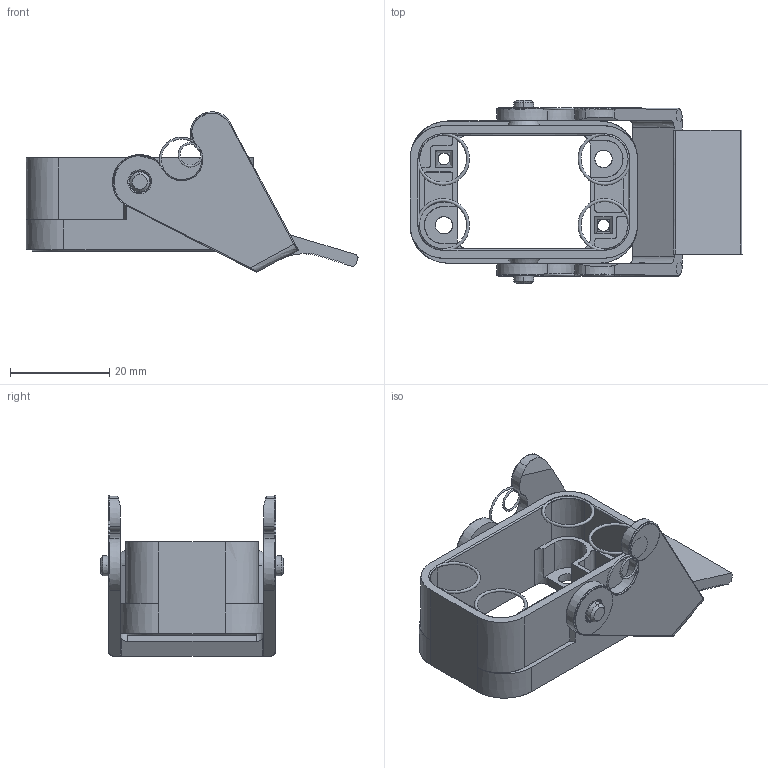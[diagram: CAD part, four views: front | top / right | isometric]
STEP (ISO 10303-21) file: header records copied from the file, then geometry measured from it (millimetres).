
FILE_DESCRIPTION((''),'2;1');
FILE_NAME('3D_1300083271001_HC_P-BK-1L_V1_','2017-03-03T',('wl.kang'),(''),'PRO/ENGINEER BY PARAMETRIC TECHNOLOGY CORPORATION, 2012480','PRO/ENGINEER BY PARAMETRIC TECHNOLOGY CORPORATION, 2012480','');
FILE_SCHEMA(('AUTOMOTIVE_DESIGN { 1 0 10303 214 1 1 1 1 }'));
Length unit declared in the file: millimetre
Products named in the file (1): 3D_1300083271001_HC_P-BK-1L_V1_
Bounding box: 67 x 37 x 32.37 mm (x, y, z)
Surface area: 11847 mm2 (no closed solid volume)
Topology: 0 solids, 0 shells, 280 faces, 1612 edges, 1590 vertices
Faces by surface type: bspline 258, torus 22
Entity records: 36910 total; most frequent: CARTESIAN_POINT 12572, DIRECTION 3004, TRIMMED_CURVE 2618, VECTOR 2276, LINE 2276, PRESENTATION_STYLE_ASSIGNMENT 1884, STYLED_ITEM 1796, DEFINITIONAL_REPRESENTATION 1568
